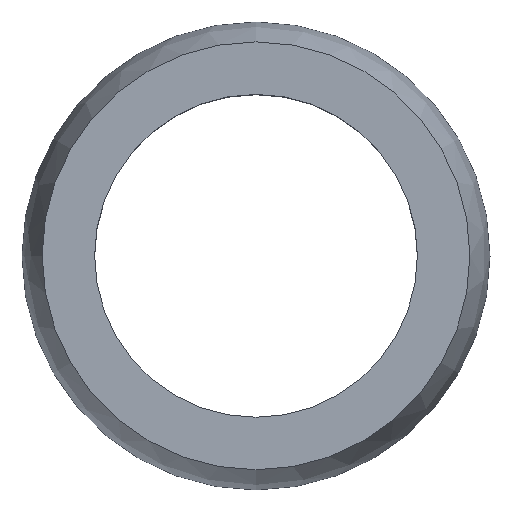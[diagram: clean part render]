
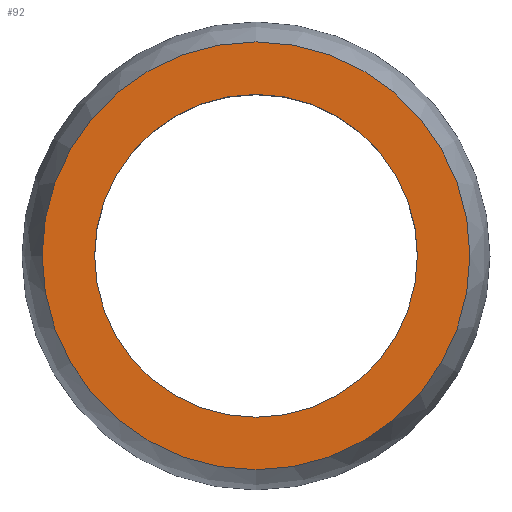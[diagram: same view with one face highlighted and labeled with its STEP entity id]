
A CAD part, top view. The second image highlights one B-rep face of the part: STEP entity #92.
In plain terms, the highlighted planar face has unit normal (0, 0, 1).
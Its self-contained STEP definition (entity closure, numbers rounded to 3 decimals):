
#1 = AXIS2_PLACEMENT_3D ( 'NONE', #95, #8, #55 ) ;
#8 = DIRECTION ( 'NONE',  ( 0., 0., -1. ) ) ;
#13 = AXIS2_PLACEMENT_3D ( 'NONE', #213, #178, #229 ) ;
#19 = ORIENTED_EDGE ( 'NONE', *, *, #140, .T. ) ;
#20 = ORIENTED_EDGE ( 'NONE', *, *, #150, .T. ) ;
#31 = CARTESIAN_POINT ( 'NONE',  ( 8.622, 40.771, 5.065 ) ) ;
#47 = EDGE_LOOP ( 'NONE', ( #241, #19 ) ) ;
#55 = DIRECTION ( 'NONE',  ( -1., 0., 0. ) ) ;
#56 = DIRECTION ( 'NONE',  ( -1., 0., 0. ) ) ;
#67 = CARTESIAN_POINT ( 'NONE',  ( -11.428, 40.771, 5.065 ) ) ;
#72 = CIRCLE ( 'NONE', #88, 8.622 ) ;
#80 = ORIENTED_EDGE ( 'NONE', *, *, #168, .T. ) ;
#83 = VERTEX_POINT ( 'NONE', #31 ) ;
#87 = CARTESIAN_POINT ( 'NONE',  ( -8.622, 40.771, 5.065 ) ) ;
#88 = AXIS2_PLACEMENT_3D ( 'NONE', #98, #138, #194 ) ;
#92 = ADVANCED_FACE ( 'NONE', ( #115, #212 ), #189, .F. ) ;
#95 = CARTESIAN_POINT ( 'NONE',  ( 0., 40.771, 5.065 ) ) ;
#98 = CARTESIAN_POINT ( 'NONE',  ( 0., 40.771, 5.065 ) ) ;
#107 = VERTEX_POINT ( 'NONE', #67 ) ;
#109 = CIRCLE ( 'NONE', #251, 11.428 ) ;
#115 = FACE_OUTER_BOUND ( 'NONE', #224, .T. ) ;
#116 = EDGE_CURVE ( 'NONE', #128, #83, #72, .T. ) ;
#118 = DIRECTION ( 'NONE',  ( -1., 0., 0. ) ) ;
#128 = VERTEX_POINT ( 'NONE', #87 ) ;
#137 = CIRCLE ( 'NONE', #13, 11.428 ) ;
#138 = DIRECTION ( 'NONE',  ( 0., 0., -1. ) ) ;
#140 = EDGE_CURVE ( 'NONE', #83, #128, #220, .T. ) ;
#150 = EDGE_CURVE ( 'NONE', #107, #167, #137, .T. ) ;
#167 = VERTEX_POINT ( 'NONE', #246 ) ;
#168 = EDGE_CURVE ( 'NONE', #167, #107, #109, .T. ) ;
#171 = CARTESIAN_POINT ( 'NONE',  ( 0., 40.771, 5.065 ) ) ;
#175 = DIRECTION ( 'NONE',  ( 0., 0., 1. ) ) ;
#178 = DIRECTION ( 'NONE',  ( 0., 0., 1. ) ) ;
#189 = PLANE ( 'NONE',  #265 ) ;
#194 = DIRECTION ( 'NONE',  ( -1., 0., 0. ) ) ;
#212 = FACE_BOUND ( 'NONE', #47, .T. ) ;
#213 = CARTESIAN_POINT ( 'NONE',  ( 0., 40.771, 5.065 ) ) ;
#220 = CIRCLE ( 'NONE', #1, 8.622 ) ;
#224 = EDGE_LOOP ( 'NONE', ( #20, #80 ) ) ;
#229 = DIRECTION ( 'NONE',  ( -1., 0., 0. ) ) ;
#232 = DIRECTION ( 'NONE',  ( 0., 0., -1. ) ) ;
#241 = ORIENTED_EDGE ( 'NONE', *, *, #116, .T. ) ;
#246 = CARTESIAN_POINT ( 'NONE',  ( 11.428, 40.771, 5.065 ) ) ;
#251 = AXIS2_PLACEMENT_3D ( 'NONE', #171, #175, #118 ) ;
#265 = AXIS2_PLACEMENT_3D ( 'NONE', #269, #232, #56 ) ;
#269 = CARTESIAN_POINT ( 'NONE',  ( -12.5, 16.951, 5.065 ) ) ;
